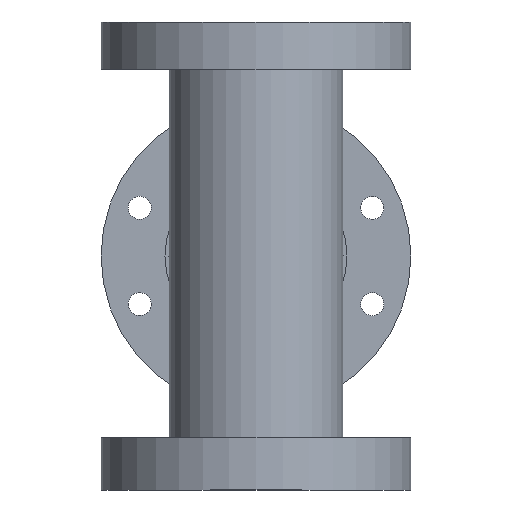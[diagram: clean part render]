
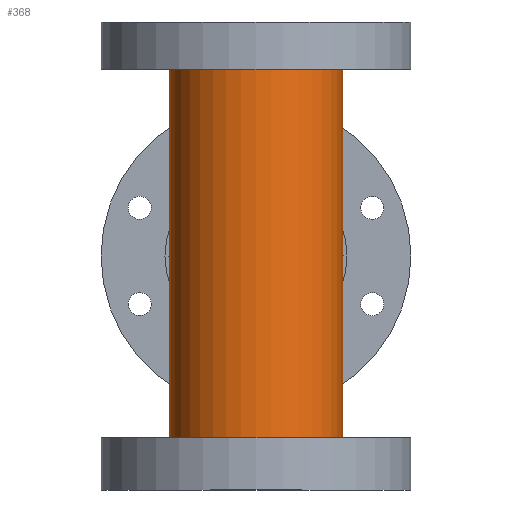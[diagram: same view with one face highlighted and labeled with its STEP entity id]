
A CAD part, front view. The second image highlights one B-rep face of the part: STEP entity #368.
In plain terms, the highlighted cylindrical face has radius 31.75 mm (diameter 63.5 mm), a full revolution.
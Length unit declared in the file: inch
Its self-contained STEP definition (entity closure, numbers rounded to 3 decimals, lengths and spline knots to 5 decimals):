
#134=CARTESIAN_POINT('',(1.25,0.0,3.0));
#135=VERTEX_POINT('',#134);
#201=CARTESIAN_POINT('',(-1.25,0.0,3.0));
#202=VERTEX_POINT('',#201);
#210=CARTESIAN_POINT('',(0.0,0.0,3.0));
#211=DIRECTION('',(0.0,-0.707,0.707));
#212=DIRECTION('',(0.0,-0.707,-0.707));
#213=AXIS2_PLACEMENT_3D('',#210,#211,#212);
#214=ELLIPSE('',#213,1.76777,1.25);
#215=EDGE_CURVE('',#135,#202,#214,.T.);
#270=CARTESIAN_POINT('',(0.0,0.0,3.0));
#271=DIRECTION('',(0.0,-0.707,-0.707));
#272=DIRECTION('',(0.0,0.707,-0.707));
#273=AXIS2_PLACEMENT_3D('',#270,#271,#272);
#274=ELLIPSE('',#273,1.76777,1.25);
#275=EDGE_CURVE('',#202,#135,#274,.T.);
#337=CARTESIAN_POINT('',(0.0,0.0,0.0));
#338=DIRECTION('',(0.0,0.0,1.0));
#339=DIRECTION('',(-1.0,0.0,0.0));
#340=AXIS2_PLACEMENT_3D('',#337,#338,#339);
#341=CYLINDRICAL_SURFACE('',#340,1.25);
#342=CARTESIAN_POINT('',(1.25,0.,6.0));
#343=VERTEX_POINT('',#342);
#344=CARTESIAN_POINT('',(0.0,0.0,6.0));
#345=DIRECTION('',(0.0,0.0,-1.0));
#346=DIRECTION('',(-1.0,0.0,0.0));
#347=AXIS2_PLACEMENT_3D('',#344,#345,#346);
#348=CIRCLE('',#347,1.25);
#349=EDGE_CURVE('',#343,#343,#348,.T.);
#350=ORIENTED_EDGE('',*,*,#349,.T.);
#351=EDGE_LOOP('',(#350));
#352=FACE_OUTER_BOUND('',#351,.T.);
#353=ORIENTED_EDGE('',*,*,#215,.T.);
#354=ORIENTED_EDGE('',*,*,#275,.T.);
#355=EDGE_LOOP('',(#353,#354));
#356=FACE_BOUND('',#355,.T.);
#357=CARTESIAN_POINT('',(1.25,0.,0.0));
#358=VERTEX_POINT('',#357);
#359=CARTESIAN_POINT('',(0.0,0.0,0.0));
#360=DIRECTION('',(0.0,0.0,-1.0));
#361=DIRECTION('',(-1.0,0.0,0.0));
#362=AXIS2_PLACEMENT_3D('',#359,#360,#361);
#363=CIRCLE('',#362,1.25);
#364=EDGE_CURVE('',#358,#358,#363,.T.);
#365=ORIENTED_EDGE('',*,*,#364,.F.);
#366=EDGE_LOOP('',(#365));
#367=FACE_BOUND('',#366,.T.);
#368=ADVANCED_FACE('',(#352,#356,#367),#341,.T.);
